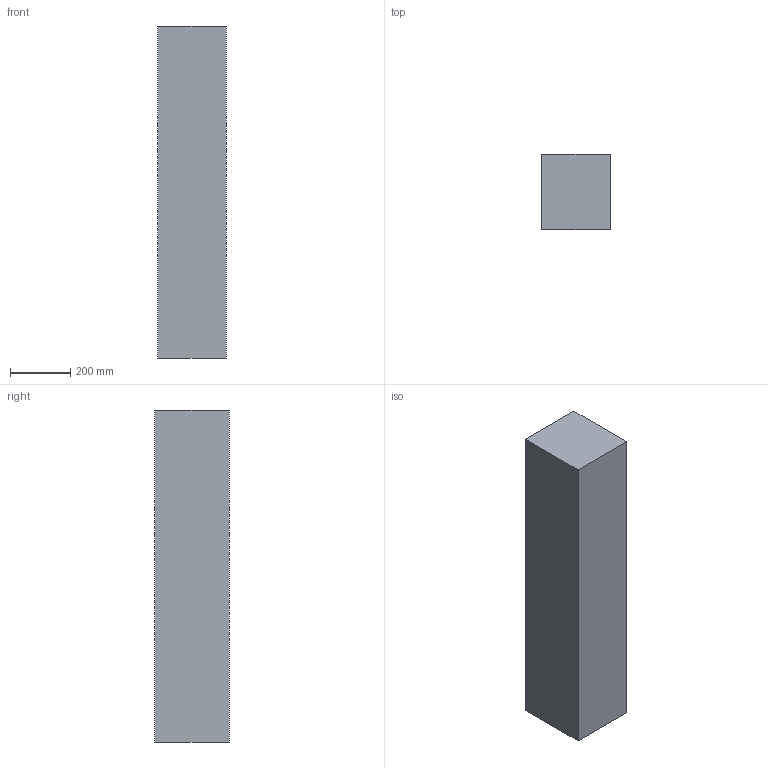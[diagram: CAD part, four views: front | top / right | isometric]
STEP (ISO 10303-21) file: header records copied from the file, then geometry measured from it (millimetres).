
FILE_DESCRIPTION(/* description */ (''),/* implementation_level */ '2;1');
FILE_NAME(/* name */ 'assembled.step',/* time_stamp */ '2021-04-30T09:13:16+03:00',/* author */ (''),/* organization */ (''),/* preprocessor_version */ 'ST-DEVELOPER v18.1',/* originating_system */ 'Autodesk Translation Framework v10.6.0.1341',/* authorisation */ '');
FILE_SCHEMA (('AUTOMOTIVE_DESIGN { 1 0 10303 214 3 1 1 }'));
Length unit declared in the file: millimetre
Products named in the file (13): assembled; noseAssembly; nose-basepart1; nose-toppart1; electronicsbay; motor-mount-bottom; payloadchamber; picameraholder; servoarm; launchlug; extraTube; tail; Component12
Assembly tree (14 placements, depth 3):
  assembled
    noseAssembly
      nose-basepart1
      nose-toppart1
    electronicsbay
    extraTube  x2
    launchlug  x2
    motor-mount-bottom
    payloadchamber
    picameraholder
    servoarm
    tail
    Component12
Bounding box: 229.06 x 249.02 x 1104.11 mm (x, y, z)
Volume: 63023837 mm3; surface area: 1874986.9 mm2
Topology: 15 solids, 16 shells, 298 faces, 741 edges, 476 vertices
Faces by surface type: plane 191, cylinder 78, bspline 29
Full cylindrical faces by diameter (mm): 1.2 x2, 2 x5, 5 x9, 10 x2, 13.6 x2, 20 x2, 39.5 x1, 49 x2, 50 x12, 51.8 x10, 53.6 x7
Entity records: 11103 total; most frequent: CARTESIAN_POINT 3920, ORIENTED_EDGE 1438, DIRECTION 1354, EDGE_CURVE 719, AXIS2_PLACEMENT_3D 492, VERTEX_POINT 465, LINE 370, VECTOR 370
